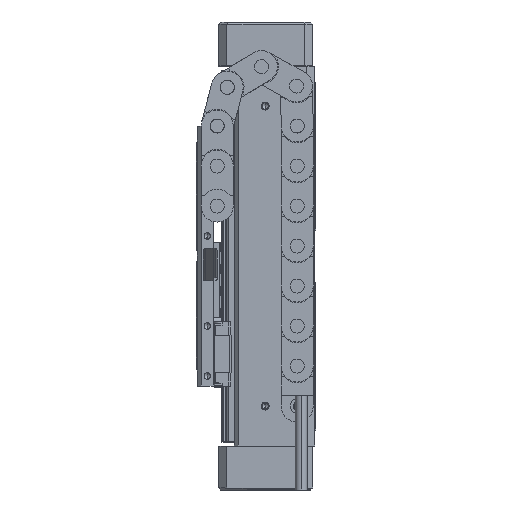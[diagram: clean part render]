
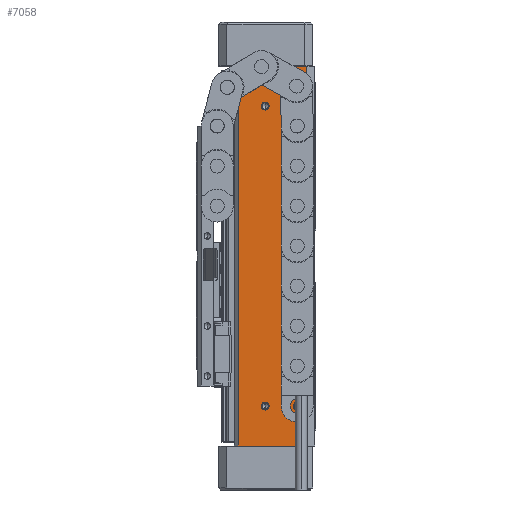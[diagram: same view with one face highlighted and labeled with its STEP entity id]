
A CAD part, left-side view. The second image highlights one B-rep face of the part: STEP entity #7058.
In plain terms, the highlighted planar face has unit normal (-1, 0, 0).
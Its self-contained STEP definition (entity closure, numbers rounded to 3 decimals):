
#88 = EDGE_LOOP ( 'NONE', ( #39634, #14417 ) ) ;
#835 = AXIS2_PLACEMENT_3D ( 'NONE', #19195, #33695, #30358 ) ;
#837 = DIRECTION ( 'NONE',  ( -1., 0., 0. ) ) ;
#1054 = ORIENTED_EDGE ( 'NONE', *, *, #19738, .F. ) ;
#1777 = AXIS2_PLACEMENT_3D ( 'NONE', #16197, #19763, #34265 ) ;
#2765 = CARTESIAN_POINT ( 'NONE',  ( 0., -7., 10. ) ) ;
#2958 = DIRECTION ( 'NONE',  ( -1., 0., 0. ) ) ;
#3158 = CARTESIAN_POINT ( 'NONE',  ( 0., -7., 84. ) ) ;
#3277 = CIRCLE ( 'NONE', #25256, 1. ) ;
#4572 = AXIS2_PLACEMENT_3D ( 'NONE', #27022, #34416, #12539 ) ;
#4930 = EDGE_LOOP ( 'NONE', ( #25715, #22900 ) ) ;
#4997 = EDGE_LOOP ( 'NONE', ( #35391, #21978 ) ) ;
#5546 = FACE_OUTER_BOUND ( 'NONE', #12795, .T. ) ;
#6790 = DIRECTION ( 'NONE',  ( 0., 0., -1. ) ) ;
#6854 = VERTEX_POINT ( 'NONE', #25989 ) ;
#7058 = ADVANCED_FACE ( 'NONE', ( #12455, #45511, #23831, #8393, #26936, #5546 ), #15783, .F. ) ;
#7127 = ORIENTED_EDGE ( 'NONE', *, *, #8026, .F. ) ;
#7436 = EDGE_CURVE ( 'NONE', #15413, #18031, #7834, .T. ) ;
#7547 = VERTEX_POINT ( 'NONE', #28218 ) ;
#7834 = CIRCLE ( 'NONE', #1777, 1. ) ;
#8026 = EDGE_CURVE ( 'NONE', #8929, #16372, #43636, .T. ) ;
#8393 = FACE_BOUND ( 'NONE', #4930, .T. ) ;
#8541 = DIRECTION ( 'NONE',  ( 0., -1., 0. ) ) ;
#8929 = VERTEX_POINT ( 'NONE', #11848 ) ;
#9105 = DIRECTION ( 'NONE',  ( 0., 1., 0. ) ) ;
#9143 = AXIS2_PLACEMENT_3D ( 'NONE', #18335, #15488, #29984 ) ;
#9915 = CIRCLE ( 'NONE', #835, 1. ) ;
#10278 = CARTESIAN_POINT ( 'NONE',  ( 0., -15., 11. ) ) ;
#10614 = LINE ( 'NONE', #13752, #21777 ) ;
#11114 = LINE ( 'NONE', #43468, #37163 ) ;
#11848 = CARTESIAN_POINT ( 'NONE',  ( 0., -15., 49. ) ) ;
#12455 = FACE_BOUND ( 'NONE', #18182, .T. ) ;
#12539 = DIRECTION ( 'NONE',  ( 0., 0., 1. ) ) ;
#12776 = EDGE_CURVE ( 'NONE', #22698, #6854, #42229, .T. ) ;
#12795 = EDGE_LOOP ( 'NONE', ( #44846, #21494, #41663, #46375 ) ) ;
#12960 = CIRCLE ( 'NONE', #4572, 1. ) ;
#13752 = CARTESIAN_POINT ( 'NONE',  ( 0., 0., 95. ) ) ;
#13949 = DIRECTION ( 'NONE',  ( 0., 0., 1. ) ) ;
#14256 = EDGE_CURVE ( 'NONE', #27070, #38019, #12960, .T. ) ;
#14364 = DIRECTION ( 'NONE',  ( 0., 0., 1. ) ) ;
#14398 = CIRCLE ( 'NONE', #40963, 1. ) ;
#14417 = ORIENTED_EDGE ( 'NONE', *, *, #29899, .F. ) ;
#15413 = VERTEX_POINT ( 'NONE', #26959 ) ;
#15488 = DIRECTION ( 'NONE',  ( -1., 0., 0. ) ) ;
#15783 = PLANE ( 'NONE',  #23002 ) ;
#16197 = CARTESIAN_POINT ( 'NONE',  ( 0., -15., 85. ) ) ;
#16372 = VERTEX_POINT ( 'NONE', #29611 ) ;
#16870 = CARTESIAN_POINT ( 'NONE',  ( 0., 0., 0. ) ) ;
#17472 = CIRCLE ( 'NONE', #35673, 1. ) ;
#17689 = VECTOR ( 'NONE', #8541, 1000. ) ;
#18031 = VERTEX_POINT ( 'NONE', #30966 ) ;
#18182 = EDGE_LOOP ( 'NONE', ( #1054, #7127 ) ) ;
#18335 = CARTESIAN_POINT ( 'NONE',  ( 0., -15., 50. ) ) ;
#19195 = CARTESIAN_POINT ( 'NONE',  ( 0., -7., 85. ) ) ;
#19665 = VERTEX_POINT ( 'NONE', #24536 ) ;
#19738 = EDGE_CURVE ( 'NONE', #16372, #8929, #37262, .T. ) ;
#19763 = DIRECTION ( 'NONE',  ( -1., 0., 0. ) ) ;
#20418 = VECTOR ( 'NONE', #6790, 1000. ) ;
#20658 = DIRECTION ( 'NONE',  ( 0., 0., 1. ) ) ;
#20945 = CARTESIAN_POINT ( 'NONE',  ( 0., -15., 9. ) ) ;
#21300 = DIRECTION ( 'NONE',  ( -1., 0., 0. ) ) ;
#21494 = ORIENTED_EDGE ( 'NONE', *, *, #12776, .T. ) ;
#21756 = EDGE_CURVE ( 'NONE', #6854, #27446, #31367, .T. ) ;
#21777 = VECTOR ( 'NONE', #35842, 1000. ) ;
#21976 = EDGE_CURVE ( 'NONE', #18031, #15413, #3277, .T. ) ;
#21978 = ORIENTED_EDGE ( 'NONE', *, *, #7436, .F. ) ;
#22411 = ORIENTED_EDGE ( 'NONE', *, *, #40469, .F. ) ;
#22698 = VERTEX_POINT ( 'NONE', #46633 ) ;
#22730 = VERTEX_POINT ( 'NONE', #20945 ) ;
#22886 = DIRECTION ( 'NONE',  ( 1., 0., 0. ) ) ;
#22900 = ORIENTED_EDGE ( 'NONE', *, *, #37286, .F. ) ;
#23002 = AXIS2_PLACEMENT_3D ( 'NONE', #41447, #22886, #9105 ) ;
#23831 = FACE_BOUND ( 'NONE', #88, .T. ) ;
#24536 = CARTESIAN_POINT ( 'NONE',  ( 0., -7., 9. ) ) ;
#24618 = CARTESIAN_POINT ( 'NONE',  ( 0., -17.4, 0. ) ) ;
#25256 = AXIS2_PLACEMENT_3D ( 'NONE', #30550, #837, #34120 ) ;
#25715 = ORIENTED_EDGE ( 'NONE', *, *, #14256, .F. ) ;
#25989 = CARTESIAN_POINT ( 'NONE',  ( 0., -0.3, 0. ) ) ;
#26067 = CARTESIAN_POINT ( 'NONE',  ( 0., -7., 86. ) ) ;
#26936 = FACE_BOUND ( 'NONE', #4997, .T. ) ;
#26959 = CARTESIAN_POINT ( 'NONE',  ( 0., -15., 84. ) ) ;
#27022 = CARTESIAN_POINT ( 'NONE',  ( 0., -7., 85. ) ) ;
#27070 = VERTEX_POINT ( 'NONE', #26067 ) ;
#27446 = VERTEX_POINT ( 'NONE', #24618 ) ;
#27936 = VERTEX_POINT ( 'NONE', #10278 ) ;
#27953 = EDGE_CURVE ( 'NONE', #45162, #19665, #40003, .T. ) ;
#27986 = AXIS2_PLACEMENT_3D ( 'NONE', #43102, #42870, #29301 ) ;
#28218 = CARTESIAN_POINT ( 'NONE',  ( 0., -17.4, 95. ) ) ;
#29301 = DIRECTION ( 'NONE',  ( 0., 0., 1. ) ) ;
#29557 = EDGE_CURVE ( 'NONE', #27936, #22730, #14398, .T. ) ;
#29611 = CARTESIAN_POINT ( 'NONE',  ( 0., -15., 51. ) ) ;
#29616 = EDGE_CURVE ( 'NONE', #27446, #7547, #11114, .T. ) ;
#29899 = EDGE_CURVE ( 'NONE', #22730, #27936, #17472, .T. ) ;
#29984 = DIRECTION ( 'NONE',  ( 0., 0., 1. ) ) ;
#30358 = DIRECTION ( 'NONE',  ( 0., 0., 1. ) ) ;
#30550 = CARTESIAN_POINT ( 'NONE',  ( 0., -15., 85. ) ) ;
#30966 = CARTESIAN_POINT ( 'NONE',  ( 0., -15., 86. ) ) ;
#31075 = DIRECTION ( 'NONE',  ( -1., 0., 0. ) ) ;
#31367 = LINE ( 'NONE', #16870, #17689 ) ;
#31485 = CIRCLE ( 'NONE', #33755, 1. ) ;
#32267 = AXIS2_PLACEMENT_3D ( 'NONE', #36217, #2958, #14364 ) ;
#32961 = ORIENTED_EDGE ( 'NONE', *, *, #27953, .F. ) ;
#33695 = DIRECTION ( 'NONE',  ( -1., 0., 0. ) ) ;
#33755 = AXIS2_PLACEMENT_3D ( 'NONE', #2765, #21300, #35114 ) ;
#34120 = DIRECTION ( 'NONE',  ( 0., 0., 1. ) ) ;
#34265 = DIRECTION ( 'NONE',  ( 0., 0., 1. ) ) ;
#34416 = DIRECTION ( 'NONE',  ( -1., 0., 0. ) ) ;
#35114 = DIRECTION ( 'NONE',  ( 0., 0., 1. ) ) ;
#35391 = ORIENTED_EDGE ( 'NONE', *, *, #21976, .F. ) ;
#35673 = AXIS2_PLACEMENT_3D ( 'NONE', #46059, #31075, #13949 ) ;
#35842 = DIRECTION ( 'NONE',  ( 0., -1., 0. ) ) ;
#36217 = CARTESIAN_POINT ( 'NONE',  ( 0., -15., 50. ) ) ;
#37163 = VECTOR ( 'NONE', #43232, 1000. ) ;
#37262 = CIRCLE ( 'NONE', #9143, 1. ) ;
#37286 = EDGE_CURVE ( 'NONE', #38019, #27070, #9915, .T. ) ;
#38019 = VERTEX_POINT ( 'NONE', #3158 ) ;
#38413 = EDGE_LOOP ( 'NONE', ( #32961, #22411 ) ) ;
#38423 = CARTESIAN_POINT ( 'NONE',  ( 0., -0.3, 95. ) ) ;
#38704 = CARTESIAN_POINT ( 'NONE',  ( 0., -7., 11. ) ) ;
#38972 = DIRECTION ( 'NONE',  ( -1., 0., 0. ) ) ;
#39634 = ORIENTED_EDGE ( 'NONE', *, *, #29557, .F. ) ;
#40003 = CIRCLE ( 'NONE', #27986, 1. ) ;
#40469 = EDGE_CURVE ( 'NONE', #19665, #45162, #31485, .T. ) ;
#40963 = AXIS2_PLACEMENT_3D ( 'NONE', #42532, #38972, #20658 ) ;
#41447 = CARTESIAN_POINT ( 'NONE',  ( 0., 0., 95. ) ) ;
#41663 = ORIENTED_EDGE ( 'NONE', *, *, #21756, .T. ) ;
#42229 = LINE ( 'NONE', #38423, #20418 ) ;
#42532 = CARTESIAN_POINT ( 'NONE',  ( 0., -15., 10. ) ) ;
#42870 = DIRECTION ( 'NONE',  ( -1., 0., 0. ) ) ;
#43102 = CARTESIAN_POINT ( 'NONE',  ( 0., -7., 10. ) ) ;
#43232 = DIRECTION ( 'NONE',  ( 0., 0., 1. ) ) ;
#43468 = CARTESIAN_POINT ( 'NONE',  ( 0., -17.4, 95. ) ) ;
#43636 = CIRCLE ( 'NONE', #32267, 1. ) ;
#43880 = EDGE_CURVE ( 'NONE', #22698, #7547, #10614, .T. ) ;
#44846 = ORIENTED_EDGE ( 'NONE', *, *, #43880, .F. ) ;
#45162 = VERTEX_POINT ( 'NONE', #38704 ) ;
#45511 = FACE_BOUND ( 'NONE', #38413, .T. ) ;
#46059 = CARTESIAN_POINT ( 'NONE',  ( 0., -15., 10. ) ) ;
#46375 = ORIENTED_EDGE ( 'NONE', *, *, #29616, .T. ) ;
#46633 = CARTESIAN_POINT ( 'NONE',  ( 0., -0.3, 95. ) ) ;
